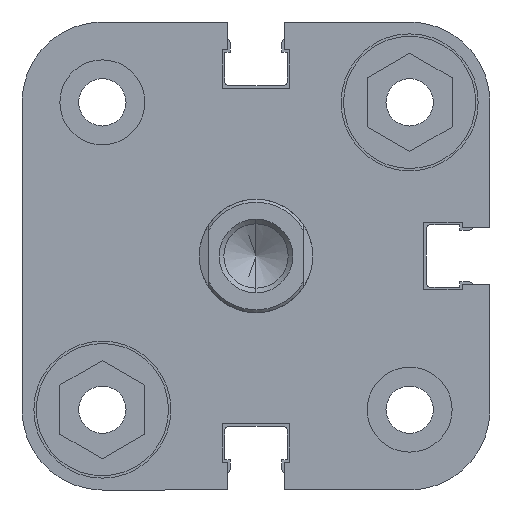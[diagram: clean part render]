
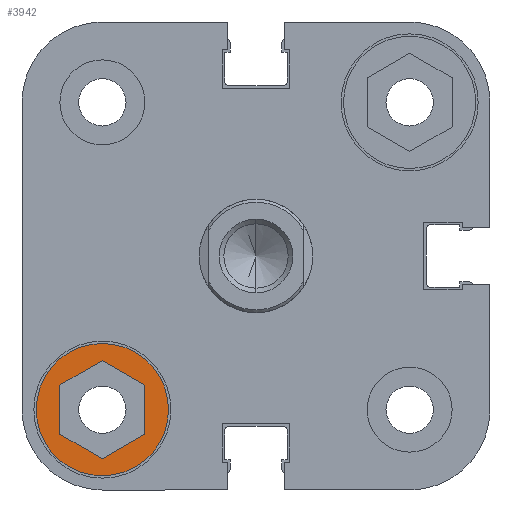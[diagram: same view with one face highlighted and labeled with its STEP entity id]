
A CAD part, left-side view. The second image highlights one B-rep face of the part: STEP entity #3942.
In plain terms, the highlighted planar face has unit normal (-1, 0, 0).
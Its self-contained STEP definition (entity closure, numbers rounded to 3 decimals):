
#362 = AXIS2_PLACEMENT_3D ( 'NONE', #5478, #5480, #5481 ) ;
#397 = AXIS2_PLACEMENT_3D ( 'NONE', #5679, #5681, #5682 ) ;
#722 = FACE_BOUND ( 'NONE', #6703, .T. ) ;
#725 = FACE_OUTER_BOUND ( 'NONE', #6708, .T. ) ;
#1785 = CARTESIAN_POINT ( 'NONE',  ( -24.75, 16.25, -11.054 ) ) ;
#1833 = CARTESIAN_POINT ( 'NONE',  ( -24.75, 20.75, -18.848 ) ) ;
#1842 = CARTESIAN_POINT ( 'NONE',  ( -24.75, 20.75, -13.652 ) ) ;
#1907 = CARTESIAN_POINT ( 'NONE',  ( -24.75, 16.25, -9.25 ) ) ;
#1930 = CARTESIAN_POINT ( 'NONE',  ( -24.75, 11.75, -18.848 ) ) ;
#1959 = CARTESIAN_POINT ( 'NONE',  ( -24.75, 11.75, -13.652 ) ) ;
#2022 = CARTESIAN_POINT ( 'NONE',  ( -24.75, 16.25, -21.446 ) ) ;
#2029 = CARTESIAN_POINT ( 'NONE',  ( -24.75, 16.25, -23.25 ) ) ;
#3106 = ORIENTED_EDGE ( 'NONE', *, *, #3187, .F. ) ;
#3107 = ORIENTED_EDGE ( 'NONE', *, *, #3733, .F. ) ;
#3108 = ORIENTED_EDGE ( 'NONE', *, *, #3178, .T. ) ;
#3109 = ORIENTED_EDGE ( 'NONE', *, *, #3176, .T. ) ;
#3110 = ORIENTED_EDGE ( 'NONE', *, *, #3174, .T. ) ;
#3111 = ORIENTED_EDGE ( 'NONE', *, *, #3172, .T. ) ;
#3112 = ORIENTED_EDGE ( 'NONE', *, *, #3170, .T. ) ;
#3113 = ORIENTED_EDGE ( 'NONE', *, *, #3181, .T. ) ;
#3170 = EDGE_CURVE ( 'NONE', #6223, #6193, #7044, .T. ) ;
#3172 = EDGE_CURVE ( 'NONE', #6193, #6290, #7043, .T. ) ;
#3174 = EDGE_CURVE ( 'NONE', #6290, #6087, #7047, .T. ) ;
#3176 = EDGE_CURVE ( 'NONE', #6087, #6098, #7051, .T. ) ;
#3178 = EDGE_CURVE ( 'NONE', #6098, #6039, #7049, .T. ) ;
#3181 = EDGE_CURVE ( 'NONE', #6039, #6223, #7056, .T. ) ;
#3187 = EDGE_CURVE ( 'NONE', #6168, #6299, #7075, .T. ) ;
#3733 = EDGE_CURVE ( 'NONE', #6299, #6168, #7961, .T. ) ;
#3803 = AXIS2_PLACEMENT_3D ( 'NONE', #6617, #6621, #6589 ) ;
#3942 = ADVANCED_FACE ( 'NONE', ( #722, #725 ), #5680, .F. ) ;
#5478 = CARTESIAN_POINT ( 'NONE',  ( -24.75, 16.25, -16.25 ) ) ;
#5480 = DIRECTION ( 'NONE',  ( 1., 0., 0. ) ) ;
#5481 = DIRECTION ( 'NONE',  ( 0., 0., -1. ) ) ;
#5679 = CARTESIAN_POINT ( 'NONE',  ( -24.75, 6., 0. ) ) ;
#5680 = PLANE ( 'NONE',  #397 ) ;
#5681 = DIRECTION ( 'NONE',  ( 1., 0., 0. ) ) ;
#5682 = DIRECTION ( 'NONE',  ( 0., 0., -1. ) ) ;
#6039 = VERTEX_POINT ( 'NONE', #1785 ) ;
#6087 = VERTEX_POINT ( 'NONE', #1833 ) ;
#6098 = VERTEX_POINT ( 'NONE', #1842 ) ;
#6168 = VERTEX_POINT ( 'NONE', #1907 ) ;
#6193 = VERTEX_POINT ( 'NONE', #1930 ) ;
#6223 = VERTEX_POINT ( 'NONE', #1959 ) ;
#6290 = VERTEX_POINT ( 'NONE', #2022 ) ;
#6299 = VERTEX_POINT ( 'NONE', #2029 ) ;
#6512 = CARTESIAN_POINT ( 'NONE',  ( -24.75, 11.75, -18.848 ) ) ;
#6537 = CARTESIAN_POINT ( 'NONE',  ( -24.75, 16.25, -21.446 ) ) ;
#6541 = CARTESIAN_POINT ( 'NONE',  ( -24.75, 20.75, -13.652 ) ) ;
#6542 = DIRECTION ( 'NONE',  ( 0., 0., -1. ) ) ;
#6556 = DIRECTION ( 'NONE',  ( 0., 0.866, 0.5 ) ) ;
#6560 = CARTESIAN_POINT ( 'NONE',  ( -24.75, 20.75, -18.848 ) ) ;
#6564 = DIRECTION ( 'NONE',  ( 0., -0.866, -0.5 ) ) ;
#6589 = DIRECTION ( 'NONE',  ( 0., 0., -1. ) ) ;
#6617 = CARTESIAN_POINT ( 'NONE',  ( -24.75, 16.25, -16.25 ) ) ;
#6621 = DIRECTION ( 'NONE',  ( 1., 0., 0. ) ) ;
#6632 = DIRECTION ( 'NONE',  ( 0., 0.866, -0.5 ) ) ;
#6671 = CARTESIAN_POINT ( 'NONE',  ( -24.75, 11.75, -13.652 ) ) ;
#6672 = CARTESIAN_POINT ( 'NONE',  ( -24.75, 16.25, -11.054 ) ) ;
#6677 = DIRECTION ( 'NONE',  ( 0., 0., 1. ) ) ;
#6680 = DIRECTION ( 'NONE',  ( 0., -0.866, 0.5 ) ) ;
#6703 = EDGE_LOOP ( 'NONE', ( #3113, #3112, #3111, #3110, #3109, #3108 ) ) ;
#6708 = EDGE_LOOP ( 'NONE', ( #3107, #3106 ) ) ;
#7036 = VECTOR ( 'NONE', #6556, 1000. ) ;
#7040 = VECTOR ( 'NONE', #6542, 1000. ) ;
#7043 = LINE ( 'NONE', #6537, #7048 ) ;
#7044 = LINE ( 'NONE', #6512, #7040 ) ;
#7047 = LINE ( 'NONE', #6560, #7036 ) ;
#7048 = VECTOR ( 'NONE', #6632, 1000. ) ;
#7049 = LINE ( 'NONE', #6672, #7059 ) ;
#7051 = LINE ( 'NONE', #6541, #7055 ) ;
#7055 = VECTOR ( 'NONE', #6677, 1000. ) ;
#7056 = LINE ( 'NONE', #6671, #7064 ) ;
#7059 = VECTOR ( 'NONE', #6680, 1000. ) ;
#7064 = VECTOR ( 'NONE', #6564, 1000. ) ;
#7075 = CIRCLE ( 'NONE', #3803, 7. ) ;
#7961 = CIRCLE ( 'NONE', #362, 7. ) ;
